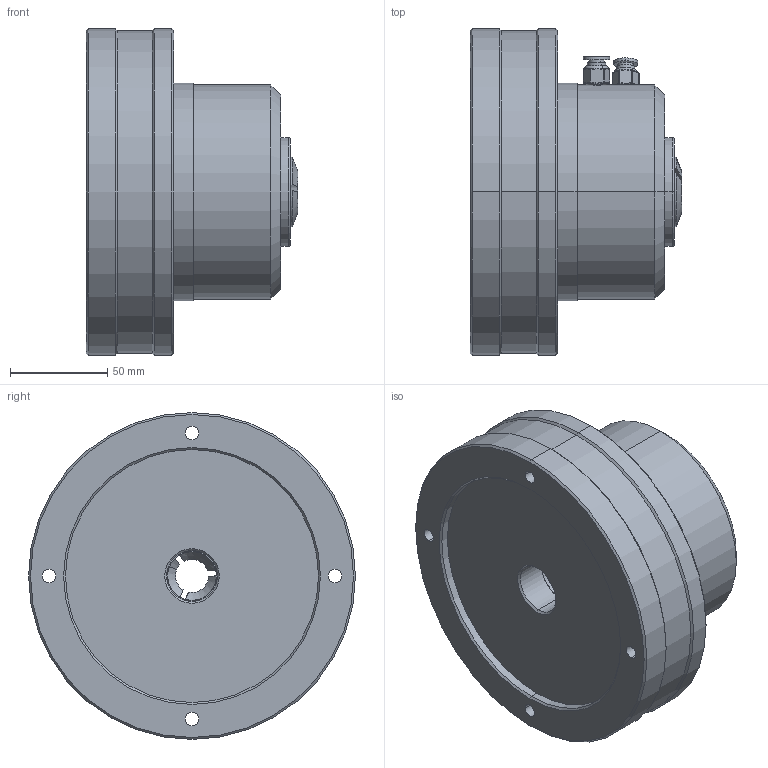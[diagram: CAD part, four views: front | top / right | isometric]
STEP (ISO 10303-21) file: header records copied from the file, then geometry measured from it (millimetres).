
FILE_DESCRIPTION (( 'STEP AP203' ), '1' );
FILE_NAME ('JAC-5C Åä5C.STEP', '2023-07-01T09:04:59', ( '' ), ( '' ), 'SwSTEP 2.0', 'SolidWorks 2023', '' );
FILE_SCHEMA (( 'CONFIG_CONTROL_DESIGN' ));
Length unit declared in the file: millimetre
Products named in the file (5): 5C; JAC-5C; JAC-5C 配5C; JAC-5C 本体; M10 气嘴
Assembly tree (5 placements, depth 3):
  JAC-5C 配5C
    JAC-5C
      JAC-5C 本体
      M10 气嘴  x2
    5C
Bounding box: 108.9 x 168 x 168 mm (x, y, z)
Volume: 1399967.4 mm3; surface area: 121208.6 mm2
Topology: 4 solids, 4 shells, 408 faces, 1005 edges, 556 vertices
Faces by surface type: cylinder 171, plane 90, bspline 65, cone 38, sphere 28, torus 16
Entity records: 13083 total; most frequent: CARTESIAN_POINT 6334, DIRECTION 1324, ORIENTED_EDGE 1298, EDGE_CURVE 649, AXIS2_PLACEMENT_3D 542, VERTEX_POINT 392, EDGE_LOOP 309, CIRCLE 289
